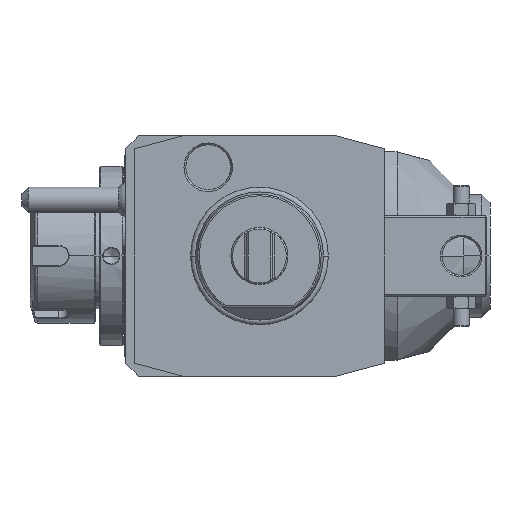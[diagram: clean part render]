
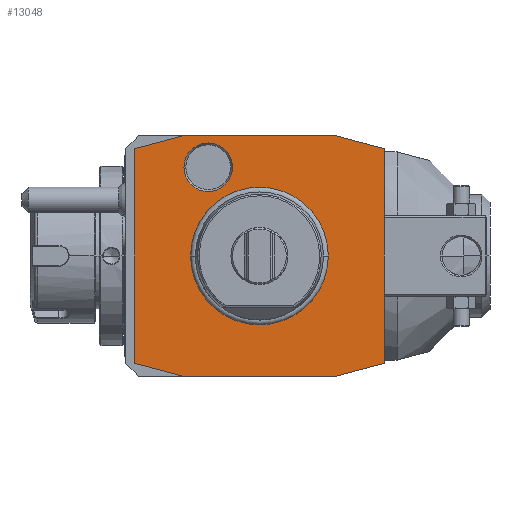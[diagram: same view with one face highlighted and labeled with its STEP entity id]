
A CAD part, front view. The second image highlights one B-rep face of the part: STEP entity #13048.
In plain terms, the highlighted planar face has unit normal (0, -1, 0).
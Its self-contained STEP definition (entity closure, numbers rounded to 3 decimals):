
#3124=DIRECTION('',(-0.966,0.,0.259));
#3125=VECTOR('',#3124,15.529);
#3126=CARTESIAN_POINT('',(39.,0.,33.481));
#3127=LINE('',#3126,#3125);
#3128=DIRECTION('',(0.,0.,1.));
#3129=VECTOR('',#3128,66.962);
#3130=CARTESIAN_POINT('',(39.,0.,-33.481));
#3131=LINE('',#3130,#3129);
#3132=DIRECTION('',(0.966,0.,0.259));
#3133=VECTOR('',#3132,15.529);
#3134=CARTESIAN_POINT('',(24.,0.,-37.5));
#3135=LINE('',#3134,#3133);
#3136=DIRECTION('',(1.,0.,0.));
#3137=VECTOR('',#3136,48.);
#3138=CARTESIAN_POINT('',(-24.,0.,-37.5));
#3139=LINE('',#3138,#3137);
#3140=DIRECTION('',(0.966,0.,-0.259));
#3141=VECTOR('',#3140,15.529);
#3142=CARTESIAN_POINT('',(-39.,0.,-33.481));
#3143=LINE('',#3142,#3141);
#3144=DIRECTION('',(0.,0.,-1.));
#3145=VECTOR('',#3144,66.962);
#3146=CARTESIAN_POINT('',(-39.,0.,33.481));
#3147=LINE('',#3146,#3145);
#3148=DIRECTION('',(-0.966,0.,-0.259));
#3149=VECTOR('',#3148,15.529);
#3150=CARTESIAN_POINT('',(-24.,0.,37.5));
#3151=LINE('',#3150,#3149);
#3152=DIRECTION('',(-1.,0.,0.));
#3153=VECTOR('',#3152,48.);
#3154=CARTESIAN_POINT('',(24.,0.,37.5));
#3155=LINE('',#3154,#3153);
#3156=CARTESIAN_POINT('',(-16.,0.,27.713));
#3157=DIRECTION('',(0.,1.,0.));
#3158=DIRECTION('',(1.,0.,0.));
#3159=AXIS2_PLACEMENT_3D('',#3156,#3157,#3158);
#3161=CARTESIAN_POINT('',(-16.,0.,27.713));
#3162=DIRECTION('',(0.,1.,0.));
#3163=DIRECTION('',(-1.,0.,0.));
#3164=AXIS2_PLACEMENT_3D('',#3161,#3162,#3163);
#3166=CARTESIAN_POINT('',(0.,0.,0.));
#3167=DIRECTION('',(0.,-1.,0.));
#3168=DIRECTION('',(1.,0.,0.));
#3169=AXIS2_PLACEMENT_3D('',#3166,#3167,#3168);
#3171=CARTESIAN_POINT('',(0.,0.,0.));
#3172=DIRECTION('',(0.,-1.,0.));
#3173=DIRECTION('',(-1.,0.,0.));
#3174=AXIS2_PLACEMENT_3D('',#3171,#3172,#3173);
#8953=CARTESIAN_POINT('',(-8.423,0.,
27.713));
#8954=CARTESIAN_POINT('',(-23.577,0.,
27.713));
#8955=VERTEX_POINT('',#8953);
#8956=VERTEX_POINT('',#8954);
#9722=CARTESIAN_POINT('',(39.,0.,33.481));
#9723=CARTESIAN_POINT('',(24.,0.,37.5));
#9724=VERTEX_POINT('',#9722);
#9725=VERTEX_POINT('',#9723);
#9726=CARTESIAN_POINT('',(-24.,0.,37.5));
#9727=VERTEX_POINT('',#9726);
#9728=CARTESIAN_POINT('',(-39.,0.,33.481));
#9729=VERTEX_POINT('',#9728);
#9730=CARTESIAN_POINT('',(-39.,0.,-33.481));
#9731=VERTEX_POINT('',#9730);
#9732=CARTESIAN_POINT('',(-24.,0.,-37.5));
#9733=VERTEX_POINT('',#9732);
#9734=CARTESIAN_POINT('',(24.,0.,-37.5));
#9735=VERTEX_POINT('',#9734);
#9736=CARTESIAN_POINT('',(39.,0.,-33.481));
#9737=VERTEX_POINT('',#9736);
#9773=CARTESIAN_POINT('',(21.137,0.,0.));
#9774=CARTESIAN_POINT('',(-21.137,0.,0.));
#9775=VERTEX_POINT('',#9773);
#9776=VERTEX_POINT('',#9774);
#13021=CARTESIAN_POINT('',(0.,0.,0.));
#13022=DIRECTION('',(0.,-1.,0.));
#13023=DIRECTION('',(-1.,0.,0.));
#13024=AXIS2_PLACEMENT_3D('',#13021,#13022,#13023);
#13025=PLANE('',#13024);
#13026=ORIENTED_EDGE('',*,*,#12936,.F.);
#13027=ORIENTED_EDGE('',*,*,#12955,.F.);
#13028=ORIENTED_EDGE('',*,*,#13009,.F.);
#13029=ORIENTED_EDGE('',*,*,#12859,.F.);
#13030=ORIENTED_EDGE('',*,*,#12878,.F.);
#13031=ORIENTED_EDGE('',*,*,#12892,.F.);
#13032=ORIENTED_EDGE('',*,*,#12905,.F.);
#13033=ORIENTED_EDGE('',*,*,#12919,.F.);
#13034=EDGE_LOOP('',(#13026,#13027,#13028,#13029,#13030,#13031,#13032,#13033));
#13035=FACE_OUTER_BOUND('',#13034,.F.);
#13037=ORIENTED_EDGE('',*,*,#13036,.T.);
#13039=ORIENTED_EDGE('',*,*,#13038,.T.);
#13040=EDGE_LOOP('',(#13037,#13039));
#13041=FACE_BOUND('',#13040,.F.);
#13043=ORIENTED_EDGE('',*,*,#13042,.F.);
#13045=ORIENTED_EDGE('',*,*,#13044,.F.);
#13046=EDGE_LOOP('',(#13043,#13045));
#13047=FACE_BOUND('',#13046,.F.);
#3160=CIRCLE('',#3159,7.577);
#3165=CIRCLE('',#3164,7.577);
#3170=CIRCLE('',#3169,21.137);
#3175=CIRCLE('',#3174,21.137);
#12859=EDGE_CURVE('',#9733,#9735,#3139,.T.);
#12878=EDGE_CURVE('',#9731,#9733,#3143,.T.);
#12892=EDGE_CURVE('',#9729,#9731,#3147,.T.);
#12905=EDGE_CURVE('',#9727,#9729,#3151,.T.);
#12919=EDGE_CURVE('',#9725,#9727,#3155,.T.);
#12936=EDGE_CURVE('',#9724,#9725,#3127,.T.);
#12955=EDGE_CURVE('',#9737,#9724,#3131,.T.);
#13009=EDGE_CURVE('',#9735,#9737,#3135,.T.);
#13036=EDGE_CURVE('',#9775,#9776,#3170,.T.);
#13038=EDGE_CURVE('',#9776,#9775,#3175,.T.);
#13042=EDGE_CURVE('',#8955,#8956,#3160,.T.);
#13044=EDGE_CURVE('',#8956,#8955,#3165,.T.);
#13048=ADVANCED_FACE('',(#13035,#13041,#13047),#13025,.T.);
